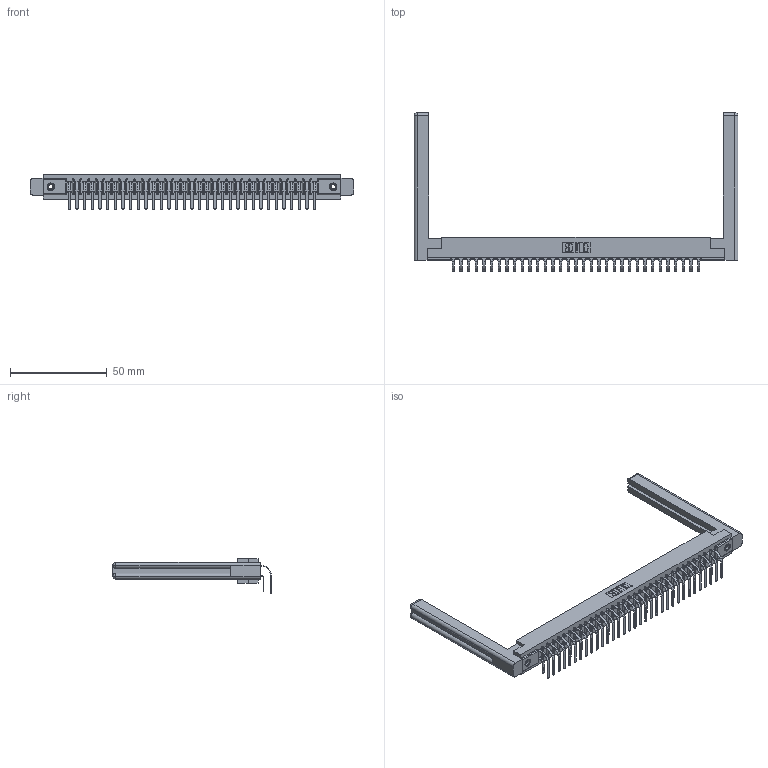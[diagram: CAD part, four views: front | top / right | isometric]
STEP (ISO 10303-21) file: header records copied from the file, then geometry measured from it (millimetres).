
FILE_DESCRIPTION (( 'STEP AP203' ), '1' );
FILE_NAME ('357-066-459-258.STEP', '2022-07-07T21:43:05', ( '' ), ( '' ), 'SwSTEP 2.0', 'SolidWorks 2020', '' );
FILE_SCHEMA (( 'CONFIG_CONTROL_DESIGN' ));
Length unit declared in the file: inch
Products named in the file (6): 345-250-001_345-250-001-102; 307 Part_.156 Dia Mounting Holes; 307-220-058; 307-290-001_558 559 - 1 (Single); 357-066-459-258; 307-290-001_559 - 2 (Single)
Assembly tree (71 placements, depth 2):
  357-066-459-258
    307 Part_.156 Dia Mounting Holes
    307-290-001_558 559 - 1 (Single)  x33
    307-290-001_559 - 2 (Single)  x33
    307-220-058  x2
    345-250-001_345-250-001-102  x2
Bounding box: 167.39 x 81.83 x 18.07 mm (x, y, z)
Volume: 25113.4 mm3; surface area: 28130.5 mm2
Topology: 71 solids, 71 shells, 3594 faces, 10049 edges, 6506 vertices
Faces by surface type: plane 2332, cylinder 1170, sphere 68, torus 12, cone 12
Entity records: 34536 total; most frequent: CARTESIAN_POINT 5674, ORIENTED_EDGE 5564, DIRECTION 5518, EDGE_CURVE 2782, VECTOR 2126, LINE 2126, VERTEX_POINT 1798, AXIS2_PLACEMENT_3D 1696
